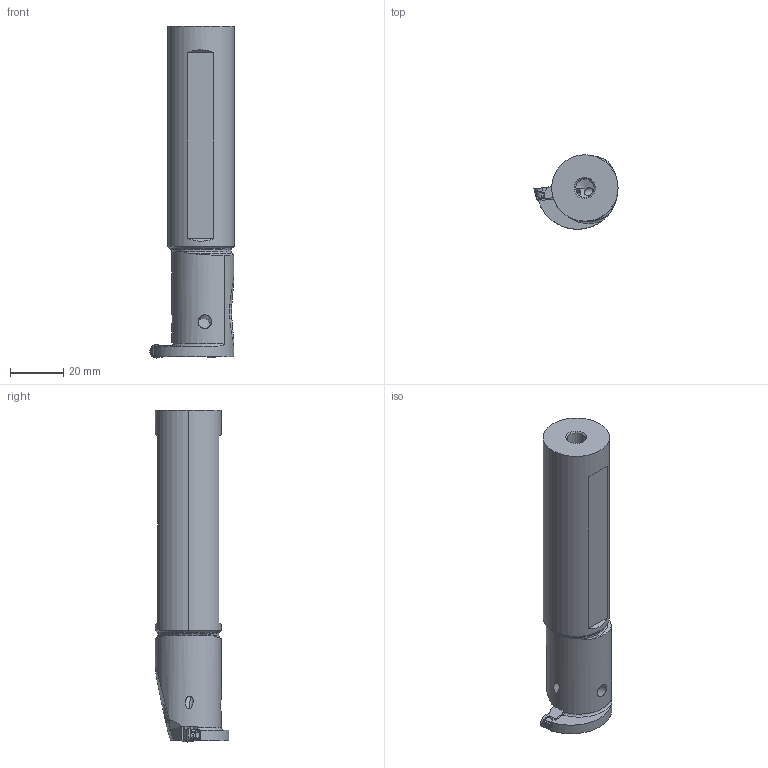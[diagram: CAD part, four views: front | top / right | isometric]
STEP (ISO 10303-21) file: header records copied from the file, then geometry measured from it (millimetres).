
FILE_DESCRIPTION(/* description */ (''),/* implementation_level */ '2;1');
FILE_NAME(/* name */ 'GYAR25K90B-H07_CW5_00_MR2_5.stp',/* time_stamp */ '2023-03-20T14:53:32+09:00',/* author */ (''),/* organization */ (''),/* preprocessor_version */ 'ST-DEVELOPER v16',/* originating_system */ 'SIEMENS PLM Software NX 10.0',/* authorisation */ '');
FILE_SCHEMA (('AUTOMOTIVE_DESIGN { 1 0 10303 214 3 1 1 1 }'));
Length unit declared in the file: millimetre
Products named in the file (1): GYAR25K90B-H07_CW5_00_MR2_5_ASM
Bounding box: 31.64 x 27.81 x 124.99 mm (x, y, z)
Volume: 53436.4 mm3; surface area: 14245.8 mm2
Topology: 2 solids, 2 shells, 198 faces, 603 edges, 431 vertices
Faces by surface type: cylinder 65, bspline 61, plane 42, cone 15, torus 11, extrusion 2, sphere 2
Entity records: 12775 total; most frequent: CARTESIAN_POINT 7939, ORIENTED_EDGE 1154, DIRECTION 738, EDGE_CURVE 577, VERTEX_POINT 386, AXIS2_PLACEMENT_3D 291, B_SPLINE_CURVE_WITH_KNOTS 288, EDGE_LOOP 207
